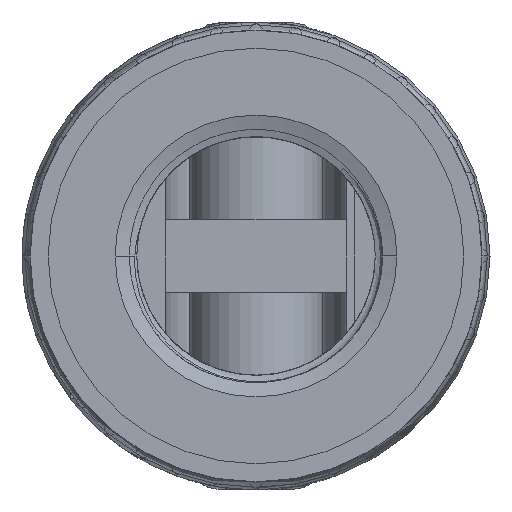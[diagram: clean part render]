
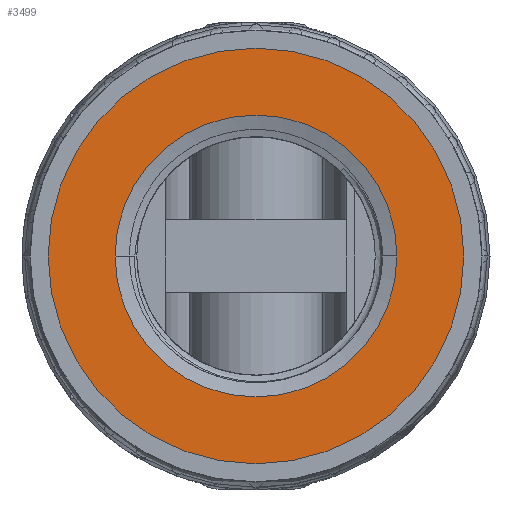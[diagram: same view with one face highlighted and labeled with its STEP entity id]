
A CAD part, front view. The second image highlights one B-rep face of the part: STEP entity #3499.
In plain terms, the highlighted planar face has unit normal (0, -1, 0).
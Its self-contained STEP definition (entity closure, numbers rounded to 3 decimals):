
#130 = DIRECTION ( 'NONE',  ( 1., 0., 0. ) ) ;
#611 = CARTESIAN_POINT ( 'NONE',  ( 5.75, -38.45, 0. ) ) ;
#653 = CARTESIAN_POINT ( 'NONE',  ( -3.9, -38.45, 0. ) ) ;
#905 = AXIS2_PLACEMENT_3D ( 'NONE', #2068, #6917, #2647 ) ;
#1051 = AXIS2_PLACEMENT_3D ( 'NONE', #8764, #8791, #130 ) ;
#1257 = FACE_BOUND ( 'NONE', #6172, .T. ) ;
#1420 = EDGE_CURVE ( 'NONE', #5281, #4566, #2720, .T. ) ;
#1865 = DIRECTION ( 'NONE',  ( -1., 0., 0. ) ) ;
#1936 = PLANE ( 'NONE',  #905 ) ;
#2068 = CARTESIAN_POINT ( 'NONE',  ( 5.819, -38.45, 5.819 ) ) ;
#2270 = AXIS2_PLACEMENT_3D ( 'NONE', #5380, #8202, #3922 ) ;
#2451 = ORIENTED_EDGE ( 'NONE', *, *, #8267, .T. ) ;
#2496 = EDGE_CURVE ( 'NONE', #9264, #7879, #8132, .T. ) ;
#2564 = EDGE_LOOP ( 'NONE', ( #3797, #2451 ) ) ;
#2623 = DIRECTION ( 'NONE',  ( 0., 1., 0. ) ) ;
#2647 = DIRECTION ( 'NONE',  ( -1., 0., 0. ) ) ;
#2720 = CIRCLE ( 'NONE', #1051, 5.75 ) ;
#2981 = AXIS2_PLACEMENT_3D ( 'NONE', #3238, #6148, #1865 ) ;
#3136 = FACE_OUTER_BOUND ( 'NONE', #2564, .T. ) ;
#3238 = CARTESIAN_POINT ( 'NONE',  ( 0., -38.45, 0. ) ) ;
#3499 = ADVANCED_FACE ( 'NONE', ( #3136, #1257 ), #1936, .T. ) ;
#3759 = AXIS2_PLACEMENT_3D ( 'NONE', #8417, #2623, #9088 ) ;
#3797 = ORIENTED_EDGE ( 'NONE', *, *, #1420, .T. ) ;
#3922 = DIRECTION ( 'NONE',  ( 1., 0., 0. ) ) ;
#4489 = ORIENTED_EDGE ( 'NONE', *, *, #5818, .T. ) ;
#4566 = VERTEX_POINT ( 'NONE', #6711 ) ;
#5153 = ORIENTED_EDGE ( 'NONE', *, *, #2496, .T. ) ;
#5281 = VERTEX_POINT ( 'NONE', #611 ) ;
#5288 = CARTESIAN_POINT ( 'NONE',  ( 3.9, -38.45, 0. ) ) ;
#5380 = CARTESIAN_POINT ( 'NONE',  ( 0., -38.45, 0. ) ) ;
#5818 = EDGE_CURVE ( 'NONE', #7879, #9264, #8036, .T. ) ;
#6148 = DIRECTION ( 'NONE',  ( 0., 1., 0. ) ) ;
#6172 = EDGE_LOOP ( 'NONE', ( #5153, #4489 ) ) ;
#6711 = CARTESIAN_POINT ( 'NONE',  ( -5.75, -38.45, 0. ) ) ;
#6917 = DIRECTION ( 'NONE',  ( 0., -1., 0. ) ) ;
#7879 = VERTEX_POINT ( 'NONE', #5288 ) ;
#8036 = CIRCLE ( 'NONE', #3759, 3.9 ) ;
#8042 = CIRCLE ( 'NONE', #2270, 5.75 ) ;
#8132 = CIRCLE ( 'NONE', #2981, 3.9 ) ;
#8202 = DIRECTION ( 'NONE',  ( 0., -1., 0. ) ) ;
#8267 = EDGE_CURVE ( 'NONE', #4566, #5281, #8042, .T. ) ;
#8417 = CARTESIAN_POINT ( 'NONE',  ( 0., -38.45, 0. ) ) ;
#8764 = CARTESIAN_POINT ( 'NONE',  ( 0., -38.45, 0. ) ) ;
#8791 = DIRECTION ( 'NONE',  ( 0., -1., 0. ) ) ;
#9088 = DIRECTION ( 'NONE',  ( -1., 0., 0. ) ) ;
#9264 = VERTEX_POINT ( 'NONE', #653 ) ;
